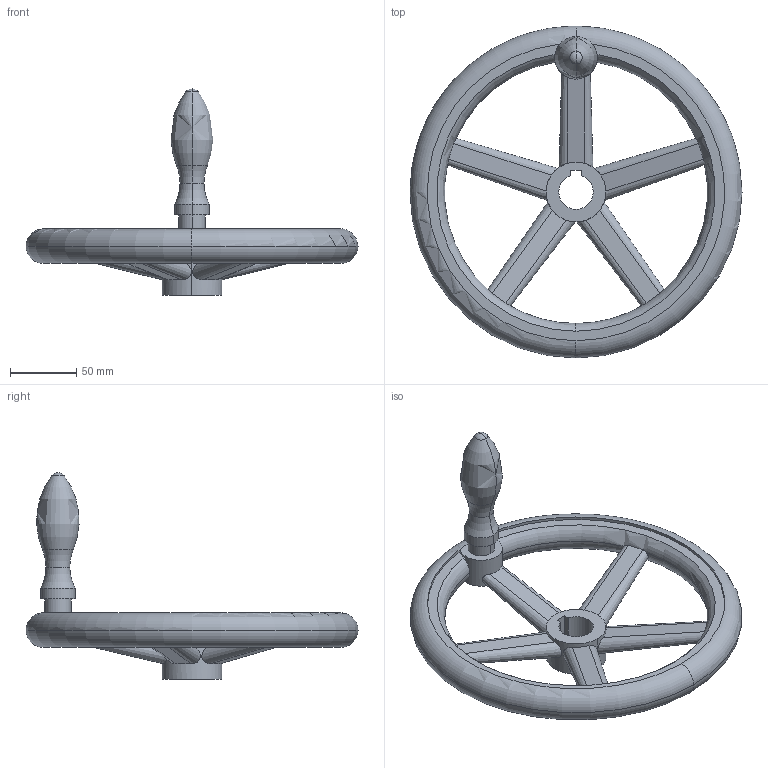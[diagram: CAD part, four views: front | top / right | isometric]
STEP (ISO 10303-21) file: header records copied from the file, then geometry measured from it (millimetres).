
FILE_DESCRIPTION(('STEP AP214'),'1');
FILE_NAME(' ',' ',('TraceParts'),('TraceParts S.A.'),'XStep 1.0',' ',' ');
FILE_SCHEMA(('automotive_design'));
Length unit declared in the file: millimetre
Products named in the file (1): 1
Bounding box: 250 x 250 x 155.47 mm (x, y, z)
Volume: 535161.5 mm3; surface area: 98452 mm2
Topology: 1 solids, 1 shells, 59 faces, 164 edges, 103 vertices
Faces by surface type: plane 19, torus 14, cylinder 14, cone 10, sphere 2
Entity records: 4689 total; most frequent: CARTESIAN_POINT 1355, STYLED_ITEM 325, PRESENTATION_STYLE_ASSIGNMENT 325, COLOUR_RGB 325, ORIENTED_EDGE 324, DIRECTION 320, EDGE_CURVE 162, CURVE_STYLE 162
